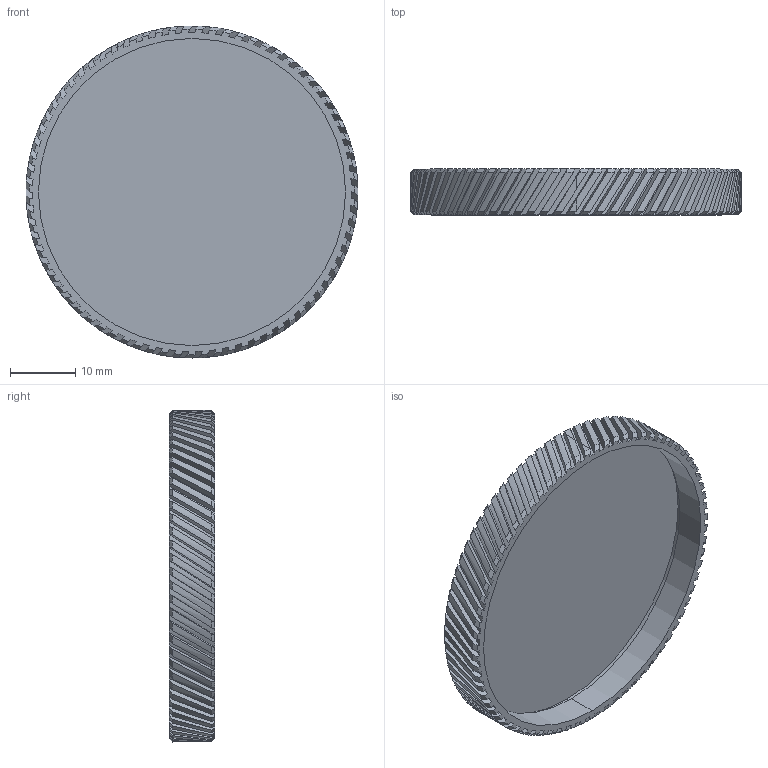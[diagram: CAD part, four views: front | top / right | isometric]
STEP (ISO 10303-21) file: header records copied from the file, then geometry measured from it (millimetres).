
FILE_DESCRIPTION (( 'STEP AP214' ), '1' );
FILE_NAME ('513008.STEP', '2019-09-17T06:54:27', ( '' ), ( '' ), 'SwSTEP 2.0', 'SolidWorks 2016', '' );
FILE_SCHEMA (( 'AUTOMOTIVE_DESIGN' ));
Length unit declared in the file: millimetre
Products named in the file (1): 513008
Bounding box: 50.8 x 7 x 50.8 mm (x, y, z)
Volume: 4032 mm3; surface area: 7181.6 mm2
Topology: 1 solids, 1 shells, 462 faces, 1373 edges, 915 vertices
Faces by surface type: cylinder 156, plane 154, cone 152
Entity records: 15967 total; most frequent: CARTESIAN_POINT 4563, ORIENTED_EDGE 2746, DIRECTION 2156, EDGE_CURVE 1373, AXIS2_PLACEMENT_3D 924, VERTEX_POINT 915, EDGE_LOOP 464, ADVANCED_FACE 462
